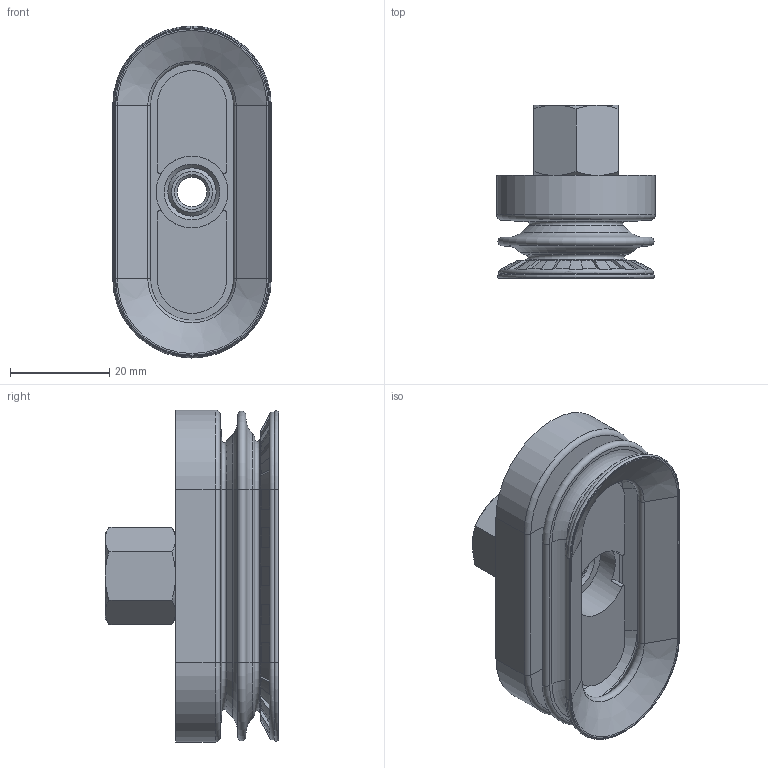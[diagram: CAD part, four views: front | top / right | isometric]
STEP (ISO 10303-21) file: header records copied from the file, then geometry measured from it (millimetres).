
FILE_DESCRIPTION(/* description */ ('STEP AP214'),/* implementation_level */ '2;1');
FILE_NAME(/* name */ '8073865_OGVM-30X65-AV-N-G14F',/* time_stamp */ '2024-09-11T07:38:26+02:00',/* author */ ('License CC BY-ND 4.0'),/* organization */ ('CADENAS'),/* preprocessor_version */ 'ST-DEVELOPER v19.3',/* originating_system */ 'PARTsolutions',/* authorisation */ ' ');
FILE_SCHEMA (('AUTOMOTIVE_DESIGN {1 0 10303 214 3 1 1}'));
Length unit declared in the file: millimetre
Products named in the file (1): 8073865 OGVM-30x65-AV-N-G14F---(high)
Bounding box: 32 x 35.03 x 67 mm (x, y, z)
Volume: 25519.6 mm3; surface area: 13457.3 mm2
Topology: 1 solids, 1 shells, 294 faces, 738 edges, 460 vertices
Faces by surface type: plane 136, cone 62, cylinder 56, torus 40
Full cylindrical faces by diameter (mm): 4 x4, 6 x5, 9.73 x1, 11.445 x1, 14.5 x1
Entity records: 8782 total; most frequent: DIRECTION 1626, CARTESIAN_POINT 1547, ORIENTED_EDGE 1442, EDGE_CURVE 721, AXIS2_PLACEMENT_3D 634, VERTEX_POINT 459, LINE 358, VECTOR 358
